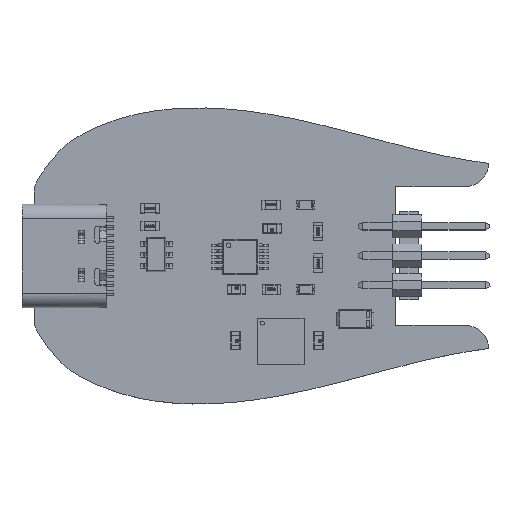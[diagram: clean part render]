
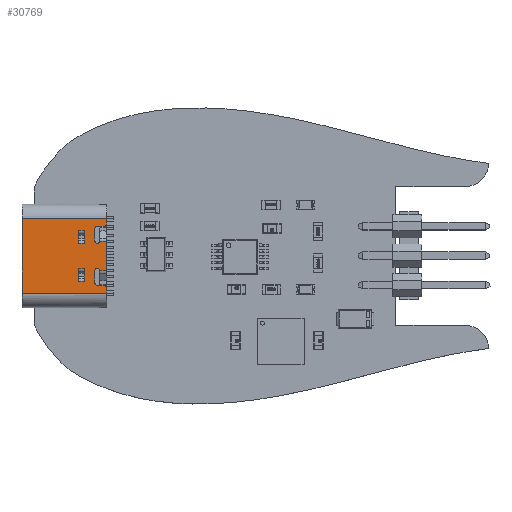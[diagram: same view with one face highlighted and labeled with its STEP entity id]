
A CAD part, top view. The second image highlights one B-rep face of the part: STEP entity #30769.
In plain terms, the highlighted face is planar.
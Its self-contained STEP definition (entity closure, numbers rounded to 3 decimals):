
#29225 = VERTEX_POINT('',#29226);
#29226 = CARTESIAN_POINT('',(2.196,3.31,-1.445));
#29235 = EDGE_CURVE('',#29225,#29236,#29238,.T.);
#29236 = VERTEX_POINT('',#29237);
#29237 = CARTESIAN_POINT('',(1.096,3.31,-1.445));
#29238 = LINE('',#29239,#29240);
#29239 = CARTESIAN_POINT('',(1.096,3.31,-1.446));
#29240 = VECTOR('',#29241,1.);
#29241 = DIRECTION('',(-1.,-0.,0.));
#29300 = EDGE_CURVE('',#29301,#29303,#29305,.T.);
#29301 = VERTEX_POINT('',#29302);
#29302 = CARTESIAN_POINT('',(1.096,3.31,-0.948));
#29303 = VERTEX_POINT('',#29304);
#29304 = CARTESIAN_POINT('',(2.196,3.31,-0.948));
#29305 = LINE('',#29306,#29307);
#29306 = CARTESIAN_POINT('',(1.096,3.31,-0.946));
#29307 = VECTOR('',#29308,1.);
#29308 = DIRECTION('',(1.,0.,0.));
#29379 = VERTEX_POINT('',#29380);
#29380 = CARTESIAN_POINT('',(2.754,3.31,-3.353));
#29386 = EDGE_CURVE('',#29379,#29387,#29389,.T.);
#29387 = VERTEX_POINT('',#29388);
#29388 = CARTESIAN_POINT('',(3.22,3.31,-3.353));
#29389 = LINE('',#29390,#29391);
#29390 = CARTESIAN_POINT('',(0.,3.31,-3.353));
#29391 = VECTOR('',#29392,1.);
#29392 = DIRECTION('',(1.,0.,0.));
#29533 = EDGE_CURVE('',#29534,#29536,#29538,.T.);
#29534 = VERTEX_POINT('',#29535);
#29535 = CARTESIAN_POINT('',(-1.283,3.31,-3.353));
#29536 = VERTEX_POINT('',#29537);
#29537 = CARTESIAN_POINT('',(1.283,3.31,-3.353));
#29538 = LINE('',#29539,#29540);
#29539 = CARTESIAN_POINT('',(0.,3.31,-3.353));
#29540 = VECTOR('',#29541,1.);
#29541 = DIRECTION('',(1.,0.,0.));
#29612 = VERTEX_POINT('',#29613);
#29613 = CARTESIAN_POINT('',(3.22,3.31,3.953));
#30769 = ADVANCED_FACE('',(#30770,#30786,#30918),#30952,.F.);
#30770 = FACE_BOUND('',#30771,.T.);
#30771 = EDGE_LOOP('',(#30772,#30773,#30779,#30780));
#30772 = ORIENTED_EDGE('',*,*,#29300,.F.);
#30773 = ORIENTED_EDGE('',*,*,#30774,.T.);
#30774 = EDGE_CURVE('',#29301,#29236,#30775,.T.);
#30775 = LINE('',#30776,#30777);
#30776 = CARTESIAN_POINT('',(1.096,3.31,-0.949));
#30777 = VECTOR('',#30778,1.);
#30778 = DIRECTION('',(-0.,-0.,-1.));
#30779 = ORIENTED_EDGE('',*,*,#29235,.F.);
#30780 = ORIENTED_EDGE('',*,*,#30781,.F.);
#30781 = EDGE_CURVE('',#29303,#29225,#30782,.T.);
#30782 = LINE('',#30783,#30784);
#30783 = CARTESIAN_POINT('',(2.196,3.31,-0.949));
#30784 = VECTOR('',#30785,1.);
#30785 = DIRECTION('',(-0.,-0.,-1.));
#30786 = FACE_BOUND('',#30787,.T.);
#30787 = EDGE_LOOP('',(#30788,#30789,#30798,#30806,#30815,#30823,#30832,
    #30838,#30839,#30847,#30856,#30864,#30873,#30881,#30890,#30898,
    #30906,#30912));
#30788 = ORIENTED_EDGE('',*,*,#29386,.F.);
#30789 = ORIENTED_EDGE('',*,*,#30790,.F.);
#30790 = EDGE_CURVE('',#30791,#29379,#30793,.T.);
#30791 = VERTEX_POINT('',#30792);
#30792 = CARTESIAN_POINT('',(2.554,3.31,-3.153));
#30793 = CIRCLE('',#30794,0.2);
#30794 = AXIS2_PLACEMENT_3D('',#30795,#30796,#30797);
#30795 = CARTESIAN_POINT('',(2.754,3.31,-3.153));
#30796 = DIRECTION('',(-0.,-1.,0.));
#30797 = DIRECTION('',(-0.,0.,-1.));
#30798 = ORIENTED_EDGE('',*,*,#30799,.F.);
#30799 = EDGE_CURVE('',#30800,#30791,#30802,.T.);
#30800 = VERTEX_POINT('',#30801);
#30801 = CARTESIAN_POINT('',(2.554,3.31,-2.553));
#30802 = LINE('',#30803,#30804);
#30803 = CARTESIAN_POINT('',(2.554,3.31,-2.553));
#30804 = VECTOR('',#30805,1.);
#30805 = DIRECTION('',(0.,0.,-1.));
#30806 = ORIENTED_EDGE('',*,*,#30807,.F.);
#30807 = EDGE_CURVE('',#30808,#30800,#30810,.T.);
#30808 = VERTEX_POINT('',#30809);
#30809 = CARTESIAN_POINT('',(2.354,3.31,-2.353));
#30810 = CIRCLE('',#30811,0.2);
#30811 = AXIS2_PLACEMENT_3D('',#30812,#30813,#30814);
#30812 = CARTESIAN_POINT('',(2.354,3.31,-2.553));
#30813 = DIRECTION('',(0.,1.,0.));
#30814 = DIRECTION('',(0.,-0.,1.));
#30815 = ORIENTED_EDGE('',*,*,#30816,.F.);
#30816 = EDGE_CURVE('',#30817,#30808,#30819,.T.);
#30817 = VERTEX_POINT('',#30818);
#30818 = CARTESIAN_POINT('',(1.283,3.31,-2.353));
#30819 = LINE('',#30820,#30821);
#30820 = CARTESIAN_POINT('',(1.283,3.31,-2.353));
#30821 = VECTOR('',#30822,1.);
#30822 = DIRECTION('',(1.,0.,0.));
#30823 = ORIENTED_EDGE('',*,*,#30824,.F.);
#30824 = EDGE_CURVE('',#30825,#30817,#30827,.T.);
#30825 = VERTEX_POINT('',#30826);
#30826 = CARTESIAN_POINT('',(1.283,3.31,-2.753));
#30827 = CIRCLE('',#30828,0.2);
#30828 = AXIS2_PLACEMENT_3D('',#30829,#30830,#30831);
#30829 = CARTESIAN_POINT('',(1.283,3.31,-2.553));
#30830 = DIRECTION('',(0.,1.,0.));
#30831 = DIRECTION('',(0.,-0.,1.));
#30832 = ORIENTED_EDGE('',*,*,#30833,.T.);
#30833 = EDGE_CURVE('',#30825,#29536,#30834,.T.);
#30834 = LINE('',#30835,#30836);
#30835 = CARTESIAN_POINT('',(1.283,3.31,-2.753));
#30836 = VECTOR('',#30837,1.);
#30837 = DIRECTION('',(0.,0.,-1.));
#30838 = ORIENTED_EDGE('',*,*,#29533,.F.);
#30839 = ORIENTED_EDGE('',*,*,#30840,.F.);
#30840 = EDGE_CURVE('',#30841,#29534,#30843,.T.);
#30841 = VERTEX_POINT('',#30842);
#30842 = CARTESIAN_POINT('',(-1.283,3.31,-2.753));
#30843 = LINE('',#30844,#30845);
#30844 = CARTESIAN_POINT('',(-1.283,3.31,-2.753));
#30845 = VECTOR('',#30846,1.);
#30846 = DIRECTION('',(0.,0.,-1.));
#30847 = ORIENTED_EDGE('',*,*,#30848,.T.);
#30848 = EDGE_CURVE('',#30841,#30849,#30851,.T.);
#30849 = VERTEX_POINT('',#30850);
#30850 = CARTESIAN_POINT('',(-1.283,3.31,-2.353));
#30851 = CIRCLE('',#30852,0.2);
#30852 = AXIS2_PLACEMENT_3D('',#30853,#30854,#30855);
#30853 = CARTESIAN_POINT('',(-1.283,3.31,-2.553));
#30854 = DIRECTION('',(0.,-1.,0.));
#30855 = DIRECTION('',(-0.,0.,1.));
#30856 = ORIENTED_EDGE('',*,*,#30857,.T.);
#30857 = EDGE_CURVE('',#30849,#30858,#30860,.T.);
#30858 = VERTEX_POINT('',#30859);
#30859 = CARTESIAN_POINT('',(-2.354,3.31,-2.353));
#30860 = LINE('',#30861,#30862);
#30861 = CARTESIAN_POINT('',(-1.283,3.31,-2.353));
#30862 = VECTOR('',#30863,1.);
#30863 = DIRECTION('',(-1.,0.,0.));
#30864 = ORIENTED_EDGE('',*,*,#30865,.T.);
#30865 = EDGE_CURVE('',#30858,#30866,#30868,.T.);
#30866 = VERTEX_POINT('',#30867);
#30867 = CARTESIAN_POINT('',(-2.554,3.31,-2.553));
#30868 = CIRCLE('',#30869,0.2);
#30869 = AXIS2_PLACEMENT_3D('',#30870,#30871,#30872);
#30870 = CARTESIAN_POINT('',(-2.354,3.31,-2.553));
#30871 = DIRECTION('',(0.,-1.,0.));
#30872 = DIRECTION('',(-0.,0.,1.));
#30873 = ORIENTED_EDGE('',*,*,#30874,.T.);
#30874 = EDGE_CURVE('',#30866,#30875,#30877,.T.);
#30875 = VERTEX_POINT('',#30876);
#30876 = CARTESIAN_POINT('',(-2.554,3.31,-3.153));
#30877 = LINE('',#30878,#30879);
#30878 = CARTESIAN_POINT('',(-2.554,3.31,-2.553));
#30879 = VECTOR('',#30880,1.);
#30880 = DIRECTION('',(0.,0.,-1.));
#30881 = ORIENTED_EDGE('',*,*,#30882,.T.);
#30882 = EDGE_CURVE('',#30875,#30883,#30885,.T.);
#30883 = VERTEX_POINT('',#30884);
#30884 = CARTESIAN_POINT('',(-2.754,3.31,-3.353));
#30885 = CIRCLE('',#30886,0.2);
#30886 = AXIS2_PLACEMENT_3D('',#30887,#30888,#30889);
#30887 = CARTESIAN_POINT('',(-2.754,3.31,-3.153));
#30888 = DIRECTION('',(0.,1.,0.));
#30889 = DIRECTION('',(0.,-0.,-1.));
#30890 = ORIENTED_EDGE('',*,*,#30891,.T.);
#30891 = EDGE_CURVE('',#30883,#30892,#30894,.T.);
#30892 = VERTEX_POINT('',#30893);
#30893 = CARTESIAN_POINT('',(-3.22,3.31,-3.353));
#30894 = LINE('',#30895,#30896);
#30895 = CARTESIAN_POINT('',(0.,3.31,-3.353));
#30896 = VECTOR('',#30897,1.);
#30897 = DIRECTION('',(-1.,0.,0.));
#30898 = ORIENTED_EDGE('',*,*,#30899,.T.);
#30899 = EDGE_CURVE('',#30892,#30900,#30902,.T.);
#30900 = VERTEX_POINT('',#30901);
#30901 = CARTESIAN_POINT('',(-3.22,3.31,3.953));
#30902 = LINE('',#30903,#30904);
#30903 = CARTESIAN_POINT('',(-3.22,3.31,-3.353));
#30904 = VECTOR('',#30905,1.);
#30905 = DIRECTION('',(0.,0.,1.));
#30906 = ORIENTED_EDGE('',*,*,#30907,.T.);
#30907 = EDGE_CURVE('',#30900,#29612,#30908,.T.);
#30908 = LINE('',#30909,#30910);
#30909 = CARTESIAN_POINT('',(0.,3.31,3.953));
#30910 = VECTOR('',#30911,1.);
#30911 = DIRECTION('',(1.,0.,0.));
#30912 = ORIENTED_EDGE('',*,*,#30913,.F.);
#30913 = EDGE_CURVE('',#29387,#29612,#30914,.T.);
#30914 = LINE('',#30915,#30916);
#30915 = CARTESIAN_POINT('',(3.22,3.31,-3.353));
#30916 = VECTOR('',#30917,1.);
#30917 = DIRECTION('',(0.,0.,1.));
#30918 = FACE_BOUND('',#30919,.T.);
#30919 = EDGE_LOOP('',(#30920,#30930,#30938,#30946));
#30920 = ORIENTED_EDGE('',*,*,#30921,.T.);
#30921 = EDGE_CURVE('',#30922,#30924,#30926,.T.);
#30922 = VERTEX_POINT('',#30923);
#30923 = CARTESIAN_POINT('',(-1.096,3.31,-0.948));
#30924 = VERTEX_POINT('',#30925);
#30925 = CARTESIAN_POINT('',(-2.196,3.31,-0.948));
#30926 = LINE('',#30927,#30928);
#30927 = CARTESIAN_POINT('',(-1.096,3.31,-0.946));
#30928 = VECTOR('',#30929,1.);
#30929 = DIRECTION('',(-1.,0.,0.));
#30930 = ORIENTED_EDGE('',*,*,#30931,.T.);
#30931 = EDGE_CURVE('',#30924,#30932,#30934,.T.);
#30932 = VERTEX_POINT('',#30933);
#30933 = CARTESIAN_POINT('',(-2.196,3.31,-1.445));
#30934 = LINE('',#30935,#30936);
#30935 = CARTESIAN_POINT('',(-2.196,3.31,-0.949));
#30936 = VECTOR('',#30937,1.);
#30937 = DIRECTION('',(0.,-0.,-1.));
#30938 = ORIENTED_EDGE('',*,*,#30939,.T.);
#30939 = EDGE_CURVE('',#30932,#30940,#30942,.T.);
#30940 = VERTEX_POINT('',#30941);
#30941 = CARTESIAN_POINT('',(-1.096,3.31,-1.445));
#30942 = LINE('',#30943,#30944);
#30943 = CARTESIAN_POINT('',(-1.096,3.31,-1.446));
#30944 = VECTOR('',#30945,1.);
#30945 = DIRECTION('',(1.,0.,0.));
#30946 = ORIENTED_EDGE('',*,*,#30947,.F.);
#30947 = EDGE_CURVE('',#30922,#30940,#30948,.T.);
#30948 = LINE('',#30949,#30950);
#30949 = CARTESIAN_POINT('',(-1.096,3.31,-0.949));
#30950 = VECTOR('',#30951,1.);
#30951 = DIRECTION('',(0.,-0.,-1.));
#30952 = PLANE('',#30953);
#30953 = AXIS2_PLACEMENT_3D('',#30954,#30955,#30956);
#30954 = CARTESIAN_POINT('',(0.,3.31,-3.353));
#30955 = DIRECTION('',(0.,-1.,0.));
#30956 = DIRECTION('',(1.,0.,0.));
